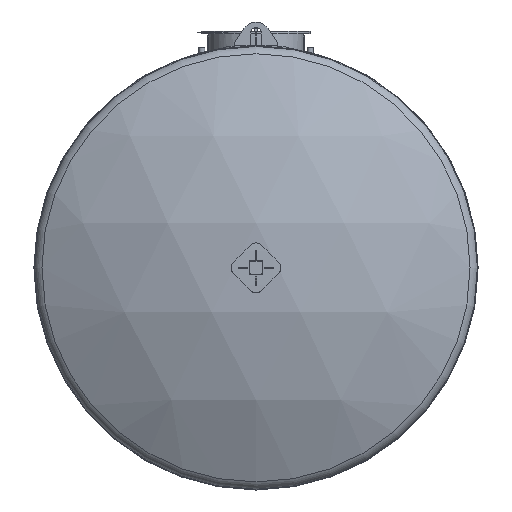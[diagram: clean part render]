
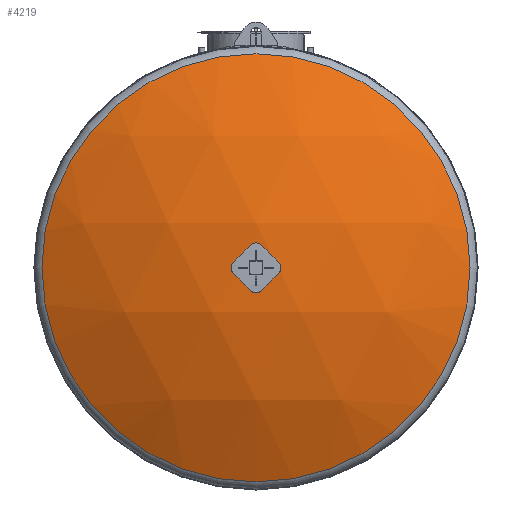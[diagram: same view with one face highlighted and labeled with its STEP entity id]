
A CAD part, left-side view. The second image highlights one B-rep face of the part: STEP entity #4219.
In plain terms, the highlighted spherical face has radius 2915 mm.
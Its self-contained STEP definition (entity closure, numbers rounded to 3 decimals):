
#31=SPHERICAL_SURFACE('',#4649,2915.);
#1112=FACE_OUTER_BOUND('',#1347,.T.);
#1347=EDGE_LOOP('',(#3166));
#1557=CIRCLE('',#4647,1402.06);
#1838=VERTEX_POINT('',#6935);
#2373=EDGE_CURVE('',#1838,#1838,#1557,.T.);
#3166=ORIENTED_EDGE('',*,*,#2373,.T.);
#4219=ADVANCED_FACE('',(#1112),#31,.T.);
#4647=AXIS2_PLACEMENT_3D('',#6936,#5407,#5408);
#4649=AXIS2_PLACEMENT_3D('',#6938,#5411,#5412);
#5407=DIRECTION('center_axis',(-1.,0.,0.));
#5408=DIRECTION('ref_axis',(0.,-1.,0.));
#5411=DIRECTION('center_axis',(0.,0.,1.));
#5412=DIRECTION('ref_axis',(0.,-1.,0.));
#6935=CARTESIAN_POINT('',(-127.927,0.,1402.06));
#6936=CARTESIAN_POINT('Origin',(-127.927,0.,
0.));
#6938=CARTESIAN_POINT('Origin',(2427.744,0.,
0.));
